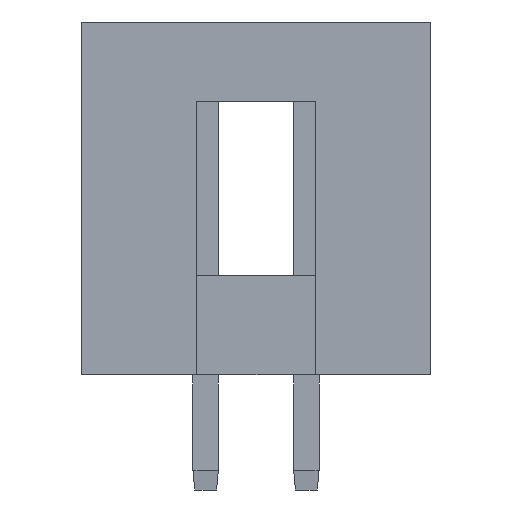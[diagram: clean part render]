
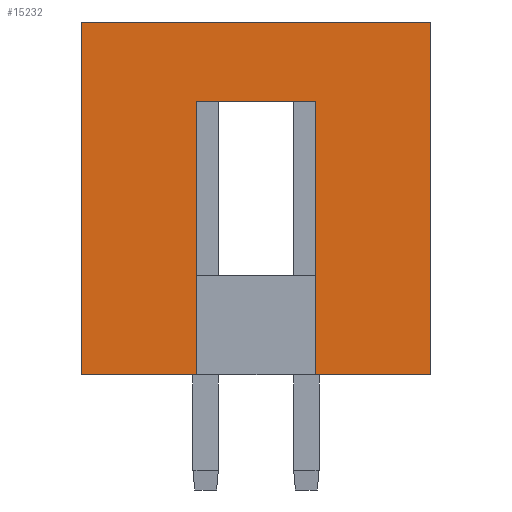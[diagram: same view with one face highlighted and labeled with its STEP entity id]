
A CAD part, left-side view. The second image highlights one B-rep face of the part: STEP entity #15232.
In plain terms, the highlighted planar face has unit normal (-1, 0, 0).
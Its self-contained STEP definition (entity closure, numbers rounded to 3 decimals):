
#29 = LINE ( 'NONE', #15120, #7354 ) ;
#236 = CARTESIAN_POINT ( 'NONE',  ( -29.35, 4.67, 0. ) ) ;
#339 = VECTOR ( 'NONE', #4526, 1000. ) ;
#897 = ORIENTED_EDGE ( 'NONE', *, *, #11607, .F. ) ;
#1061 = VECTOR ( 'NONE', #3626, 1000. ) ;
#1334 = LINE ( 'NONE', #16813, #8673 ) ;
#1798 = CARTESIAN_POINT ( 'NONE',  ( -29.35, 4.67, 0. ) ) ;
#3139 = VERTEX_POINT ( 'NONE', #4686 ) ;
#3506 = CARTESIAN_POINT ( 'NONE',  ( -29.35, 4.67, 0. ) ) ;
#3572 = VERTEX_POINT ( 'NONE', #9047 ) ;
#3626 = DIRECTION ( 'NONE',  ( 0., 0., -1. ) ) ;
#3652 = ORIENTED_EDGE ( 'NONE', *, *, #13376, .T. ) ;
#3762 = EDGE_CURVE ( 'NONE', #3139, #17248, #4990, .T. ) ;
#3974 = LINE ( 'NONE', #236, #11748 ) ;
#4526 = DIRECTION ( 'NONE',  ( 0., 0., -1. ) ) ;
#4686 = CARTESIAN_POINT ( 'NONE',  ( -29.35, -1.23, 6.9 ) ) ;
#4990 = LINE ( 'NONE', #9386, #1061 ) ;
#5000 = ORIENTED_EDGE ( 'NONE', *, *, #15503, .F. ) ;
#5011 = DIRECTION ( 'NONE',  ( 0., -1., 0. ) ) ;
#6479 = LINE ( 'NONE', #9099, #13830 ) ;
#6667 = DIRECTION ( 'NONE',  ( 1., 0., 0. ) ) ;
#6862 = VECTOR ( 'NONE', #5011, 1000. ) ;
#7201 = CARTESIAN_POINT ( 'NONE',  ( -29.35, 4.67, 8.9 ) ) ;
#7354 = VECTOR ( 'NONE', #18167, 1000. ) ;
#7940 = VERTEX_POINT ( 'NONE', #9449 ) ;
#8343 = EDGE_CURVE ( 'NONE', #9712, #8660, #12041, .T. ) ;
#8460 = VERTEX_POINT ( 'NONE', #1798 ) ;
#8660 = VERTEX_POINT ( 'NONE', #18263 ) ;
#8673 = VECTOR ( 'NONE', #15408, 1000. ) ;
#8962 = EDGE_LOOP ( 'NONE', ( #18038, #10250, #11841, #897, #5000, #3652, #15179, #14929 ) ) ;
#9047 = CARTESIAN_POINT ( 'NONE',  ( -29.35, -4.13, 0. ) ) ;
#9099 = CARTESIAN_POINT ( 'NONE',  ( -29.35, 1.77, 6.9 ) ) ;
#9386 = CARTESIAN_POINT ( 'NONE',  ( -29.35, -1.23, 6.9 ) ) ;
#9448 = EDGE_CURVE ( 'NONE', #8460, #8660, #3974, .T. ) ;
#9449 = CARTESIAN_POINT ( 'NONE',  ( -29.35, 4.67, 8.9 ) ) ;
#9712 = VERTEX_POINT ( 'NONE', #18373 ) ;
#10180 = CARTESIAN_POINT ( 'NONE',  ( -29.35, -1.23, 0. ) ) ;
#10250 = ORIENTED_EDGE ( 'NONE', *, *, #3762, .T. ) ;
#10342 = CARTESIAN_POINT ( 'NONE',  ( -29.35, 1.77, 6.9 ) ) ;
#10513 = DIRECTION ( 'NONE',  ( 0., -1., 0. ) ) ;
#10524 = FACE_OUTER_BOUND ( 'NONE', #8962, .T. ) ;
#10777 = LINE ( 'NONE', #3506, #6862 ) ;
#11607 = EDGE_CURVE ( 'NONE', #15828, #3572, #1334, .T. ) ;
#11748 = VECTOR ( 'NONE', #10513, 1000. ) ;
#11841 = ORIENTED_EDGE ( 'NONE', *, *, #18798, .T. ) ;
#11987 = DIRECTION ( 'NONE',  ( 0., 1., 0. ) ) ;
#12041 = LINE ( 'NONE', #10342, #339 ) ;
#13376 = EDGE_CURVE ( 'NONE', #7940, #8460, #29, .T. ) ;
#13830 = VECTOR ( 'NONE', #11987, 1000. ) ;
#14929 = ORIENTED_EDGE ( 'NONE', *, *, #8343, .F. ) ;
#15120 = CARTESIAN_POINT ( 'NONE',  ( -29.35, 4.67, 2.5 ) ) ;
#15179 = ORIENTED_EDGE ( 'NONE', *, *, #9448, .T. ) ;
#15232 = ADVANCED_FACE ( 'NONE', ( #10524 ), #18400, .F. ) ;
#15250 = CARTESIAN_POINT ( 'NONE',  ( -29.35, -4.13, 8.9 ) ) ;
#15408 = DIRECTION ( 'NONE',  ( 0., 0., -1. ) ) ;
#15473 = CARTESIAN_POINT ( 'NONE',  ( -29.35, 4.67, 2.5 ) ) ;
#15503 = EDGE_CURVE ( 'NONE', #7940, #15828, #17624, .T. ) ;
#15828 = VERTEX_POINT ( 'NONE', #15250 ) ;
#16107 = DIRECTION ( 'NONE',  ( 0., -1., 0. ) ) ;
#16813 = CARTESIAN_POINT ( 'NONE',  ( -29.35, -4.13, 2.5 ) ) ;
#16961 = DIRECTION ( 'NONE',  ( 0., 0., -1. ) ) ;
#17172 = VECTOR ( 'NONE', #16107, 1000. ) ;
#17248 = VERTEX_POINT ( 'NONE', #10180 ) ;
#17530 = EDGE_CURVE ( 'NONE', #3139, #9712, #6479, .T. ) ;
#17624 = LINE ( 'NONE', #7201, #17172 ) ;
#18038 = ORIENTED_EDGE ( 'NONE', *, *, #17530, .F. ) ;
#18167 = DIRECTION ( 'NONE',  ( 0., 0., -1. ) ) ;
#18263 = CARTESIAN_POINT ( 'NONE',  ( -29.35, 1.77, 0. ) ) ;
#18373 = CARTESIAN_POINT ( 'NONE',  ( -29.35, 1.77, 6.9 ) ) ;
#18400 = PLANE ( 'NONE',  #18544 ) ;
#18544 = AXIS2_PLACEMENT_3D ( 'NONE', #15473, #6667, #16961 ) ;
#18798 = EDGE_CURVE ( 'NONE', #17248, #3572, #10777, .T. ) ;
